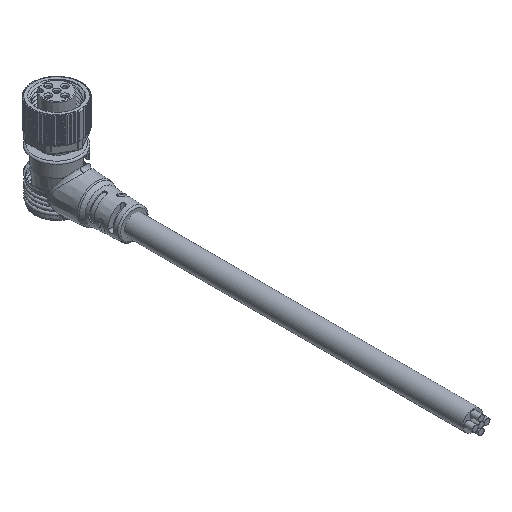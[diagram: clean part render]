
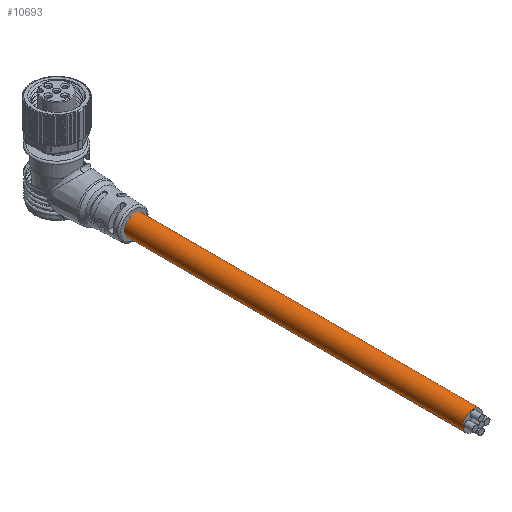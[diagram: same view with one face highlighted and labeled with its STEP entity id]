
A CAD part, isometric view. The second image highlights one B-rep face of the part: STEP entity #10693.
In plain terms, the highlighted cylindrical face has radius 3 mm (diameter 6 mm), a full revolution.
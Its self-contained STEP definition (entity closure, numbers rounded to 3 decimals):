
#5200=ORIENTED_EDGE('',*,*,#6766,.T.);
#5201=ORIENTED_EDGE('',*,*,#6761,.F.);
#6761=EDGE_CURVE('',#9190,#9190,#7104,.T.);
#6766=EDGE_CURVE('',#9195,#9195,#7109,.T.);
#7104=CIRCLE('',#11962,3.);
#7109=CIRCLE('',#11972,3.);
#7875=EDGE_LOOP('',(#5200));
#7876=EDGE_LOOP('',(#5201));
#8078=CYLINDRICAL_SURFACE('',#11971,3.);
#9190=VERTEX_POINT('',#25514);
#9195=VERTEX_POINT('',#25529);
#9967=FACE_BOUND('',#7875,.T.);
#9968=FACE_BOUND('',#7876,.T.);
#10693=ADVANCED_FACE('',(#9967,#9968),#8078,.T.);
#11962=AXIS2_PLACEMENT_3D('',#25513,#14404,#14405);
#11971=AXIS2_PLACEMENT_3D('',#25527,#14422,#14423);
#11972=AXIS2_PLACEMENT_3D('',#25528,#14424,#14425);
#14404=DIRECTION('',(0.,0.,-1.));
#14405=DIRECTION('',(1.,0.,0.));
#14422=DIRECTION('',(0.,0.,-1.));
#14423=DIRECTION('',(-1.,0.,0.));
#14424=DIRECTION('',(0.,0.,-1.));
#14425=DIRECTION('',(1.,0.,0.));
#25513=CARTESIAN_POINT('',(0.,0.,-60.));
#25514=CARTESIAN_POINT('',(3.,0.,-60.));
#25527=CARTESIAN_POINT('',(0.,0.,60.));
#25528=CARTESIAN_POINT('',(0.,0.,60.));
#25529=CARTESIAN_POINT('',(3.,0.,60.));
